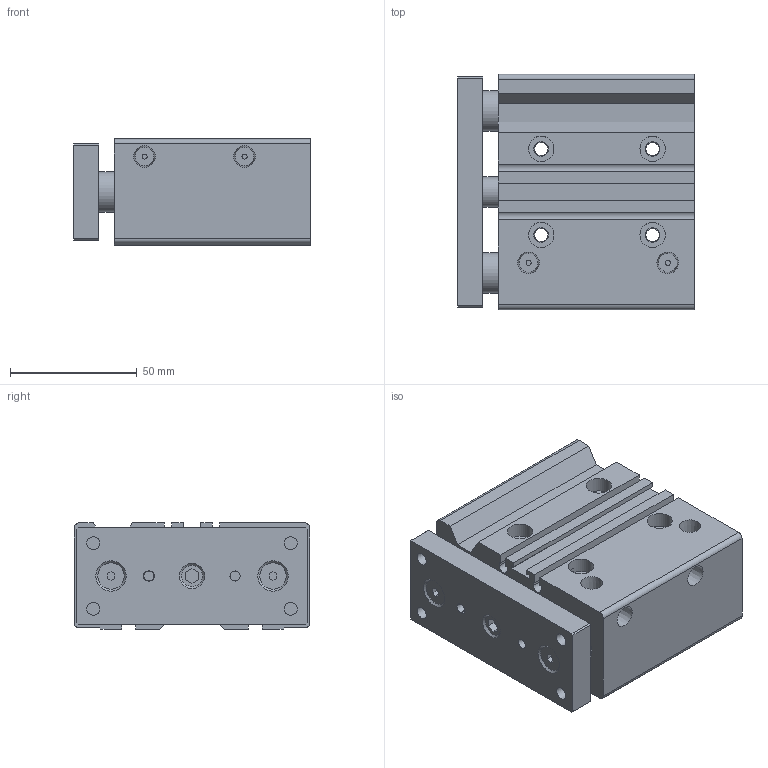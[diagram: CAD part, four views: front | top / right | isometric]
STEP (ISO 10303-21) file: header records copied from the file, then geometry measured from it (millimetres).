
FILE_DESCRIPTION((''),'2;1');
FILE_NAME('NTRC25X40M.STEP','2012-12-01T17:24:48',('Administrator'),(''),'CADlook_v9.0','Cimatron E 8.0','');
FILE_SCHEMA(('AUTOMOTIVE_DESIGN { 1 2 10303 214 0 1 1 1 }'));
Length unit declared in the file: millimetre
Bounding box: 93.5 x 93 x 42 mm (x, y, z)
Volume: 299718.6 mm3; surface area: 71626.6 mm2
Topology: 2 solids, 2 shells, 213 faces, 522 edges, 350 vertices
Faces by surface type: plane 153, cylinder 51, cone 9
Full cylindrical faces by diameter (mm): 2 x4, 4 x6, 5.1 x8, 5.2 x4, 5.8 x4, 10 x4, 12 x2, 16 x4, 28 x1
Entity records: 7823 total; most frequent: DIRECTION 1042, CARTESIAN_POINT 1040, ORIENTED_EDGE 952, EDGE_CURVE 476, AXIS2_PLACEMENT_3D 352, VERTEX_POINT 350, VECTOR 338, LINE 338
